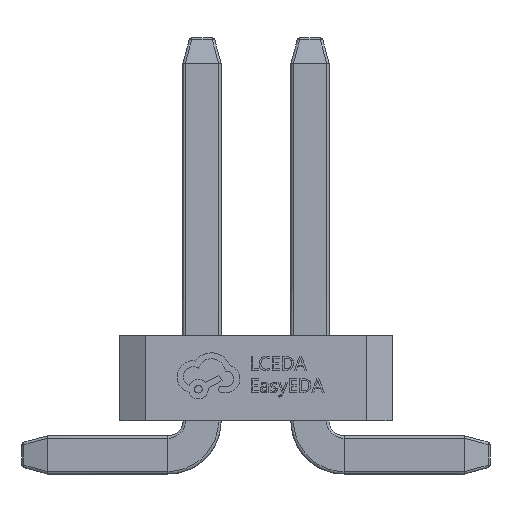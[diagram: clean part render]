
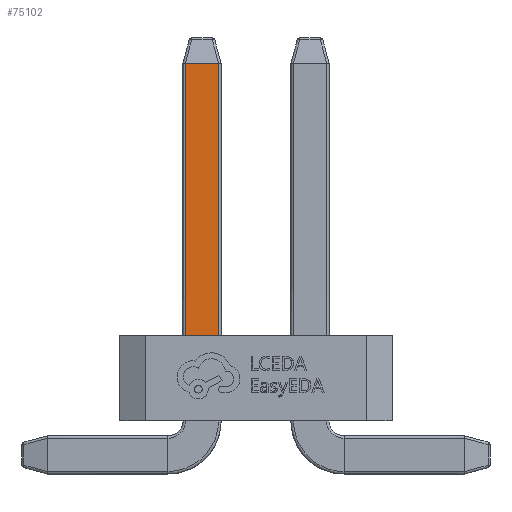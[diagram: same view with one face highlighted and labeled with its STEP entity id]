
A CAD part, left-side view. The second image highlights one B-rep face of the part: STEP entity #75102.
In plain terms, the highlighted planar face has unit normal (-1, 0, 0).
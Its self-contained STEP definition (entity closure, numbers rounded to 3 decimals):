
#138 = CARTESIAN_POINT ( 'NONE',  ( -11.655, 0.83, 2.94 ) ) ;
#228 = CARTESIAN_POINT ( 'NONE',  ( -11.655, 0.44, 1.62 ) ) ;
#753 = LINE ( 'NONE', #29693, #31815 ) ;
#793 = CARTESIAN_POINT ( 'NONE',  ( -11.655, 0.44, 1. ) ) ;
#965 = CARTESIAN_POINT ( 'NONE',  ( -11.655, 0.44, 4.2 ) ) ;
#3319 = PLANE ( 'NONE',  #46036 ) ;
#6030 = CARTESIAN_POINT ( 'NONE',  ( -11.655, 0.44, 1.14 ) ) ;
#6768 = CARTESIAN_POINT ( 'NONE',  ( -11.655, 0.44, 1.06 ) ) ;
#7764 = VERTEX_POINT ( 'NONE', #45684 ) ;
#9670 = EDGE_CURVE ( 'NONE', #68210, #65147, #39248, .T. ) ;
#10030 = DIRECTION ( 'NONE',  ( 0., 1., 0. ) ) ;
#12494 = CARTESIAN_POINT ( 'NONE',  ( -11.655, 0.44, 1.02 ) ) ;
#14460 = ORIENTED_EDGE ( 'NONE', *, *, #9670, .T. ) ;
#15259 = DIRECTION ( 'NONE',  ( 0., 0., 1. ) ) ;
#15573 = CARTESIAN_POINT ( 'NONE',  ( -11.655, 0.83, 3.58 ) ) ;
#16691 = CARTESIAN_POINT ( 'NONE',  ( -11.655, 0.83, 4.06 ) ) ;
#16919 = EDGE_CURVE ( 'NONE', #56441, #7764, #753, .T. ) ;
#18684 = CARTESIAN_POINT ( 'NONE',  ( -11.655, 0.44, 1.3 ) ) ;
#20561 = EDGE_CURVE ( 'NONE', #56441, #68210, #36007, .T. ) ;
#20758 = EDGE_CURVE ( 'NONE', #65147, #7764, #52409, .T. ) ;
#21327 = CARTESIAN_POINT ( 'NONE',  ( -11.655, 0.83, 4.16 ) ) ;
#21968 = CARTESIAN_POINT ( 'NONE',  ( -11.655, 1.035, 4.2 ) ) ;
#23641 = CARTESIAN_POINT ( 'NONE',  ( -11.655, 0.83, 2.293 ) ) ;
#25299 = DIRECTION ( 'NONE',  ( -1., 0., 0. ) ) ;
#25551 = VECTOR ( 'NONE', #10030, 1000. ) ;
#28651 = ORIENTED_EDGE ( 'NONE', *, *, #16919, .F. ) ;
#29542 = CARTESIAN_POINT ( 'NONE',  ( -11.655, 0.44, 1.22 ) ) ;
#29693 = CARTESIAN_POINT ( 'NONE',  ( -11.655, 0., 1. ) ) ;
#30279 = CARTESIAN_POINT ( 'NONE',  ( -11.655, 0.44, 1.94 ) ) ;
#31503 = EDGE_LOOP ( 'NONE', ( #14460, #70180, #28651, #46098 ) ) ;
#31815 = VECTOR ( 'NONE', #59077, 1000. ) ;
#32920 = CARTESIAN_POINT ( 'NONE',  ( -11.655, 0.83, 4.2 ) ) ;
#36007 = B_SPLINE_CURVE_WITH_KNOTS ( 'NONE', 3,
 ( #40949, #12494, #47064, #6768, #6030, #29542, #18684, #228, #30279, #52783, #58930, #59299, #965 ),
 .UNSPECIFIED., .F., .F.,
 ( 4, 3, 3, 3, 4 ),
 ( 0., 0., 0., 0.001, 0.003 ),
 .UNSPECIFIED. ) ;
#36756 = FACE_OUTER_BOUND ( 'NONE', #31503, .T. ) ;
#38973 = CARTESIAN_POINT ( 'NONE',  ( -11.655, 0.83, 3.26 ) ) ;
#39248 = LINE ( 'NONE', #21968, #25551 ) ;
#40949 = CARTESIAN_POINT ( 'NONE',  ( -11.655, 0.44, 1. ) ) ;
#45684 = CARTESIAN_POINT ( 'NONE',  ( -11.655, 0.83, 1. ) ) ;
#46036 = AXIS2_PLACEMENT_3D ( 'NONE', #55510, #25299, #15259 ) ;
#46098 = ORIENTED_EDGE ( 'NONE', *, *, #20561, .T. ) ;
#47064 = CARTESIAN_POINT ( 'NONE',  ( -11.655, 0.44, 1.04 ) ) ;
#50458 = CARTESIAN_POINT ( 'NONE',  ( -11.655, 0.83, 4.18 ) ) ;
#51557 = CARTESIAN_POINT ( 'NONE',  ( -11.655, 0.83, 4.14 ) ) ;
#52409 = B_SPLINE_CURVE_WITH_KNOTS ( 'NONE', 3,
 ( #32920, #50458, #21327, #51557, #16691, #74891, #73766, #15573, #38973, #138, #23641, #71396, #65270 ),
 .UNSPECIFIED., .F., .F.,
 ( 4, 3, 3, 3, 4 ),
 ( 0., 0., 0., 0.001, 0.003 ),
 .UNSPECIFIED. ) ;
#52783 = CARTESIAN_POINT ( 'NONE',  ( -11.655, 0.44, 2.26 ) ) ;
#55510 = CARTESIAN_POINT ( 'NONE',  ( -11.655, 1.035, -0.175 ) ) ;
#56441 = VERTEX_POINT ( 'NONE', #793 ) ;
#58640 = CARTESIAN_POINT ( 'NONE',  ( -11.655, 0.44, 4.2 ) ) ;
#58930 = CARTESIAN_POINT ( 'NONE',  ( -11.655, 0.44, 2.907 ) ) ;
#59077 = DIRECTION ( 'NONE',  ( 0., 1., 0. ) ) ;
#59299 = CARTESIAN_POINT ( 'NONE',  ( -11.655, 0.44, 3.553 ) ) ;
#65147 = VERTEX_POINT ( 'NONE', #69747 ) ;
#65270 = CARTESIAN_POINT ( 'NONE',  ( -11.655, 0.83, 1. ) ) ;
#68210 = VERTEX_POINT ( 'NONE', #58640 ) ;
#69747 = CARTESIAN_POINT ( 'NONE',  ( -11.655, 0.83, 4.2 ) ) ;
#70180 = ORIENTED_EDGE ( 'NONE', *, *, #20758, .T. ) ;
#71396 = CARTESIAN_POINT ( 'NONE',  ( -11.655, 0.83, 1.647 ) ) ;
#73766 = CARTESIAN_POINT ( 'NONE',  ( -11.655, 0.83, 3.9 ) ) ;
#74891 = CARTESIAN_POINT ( 'NONE',  ( -11.655, 0.83, 3.98 ) ) ;
#75102 = ADVANCED_FACE ( 'NONE', ( #36756 ), #3319, .T. ) ;
